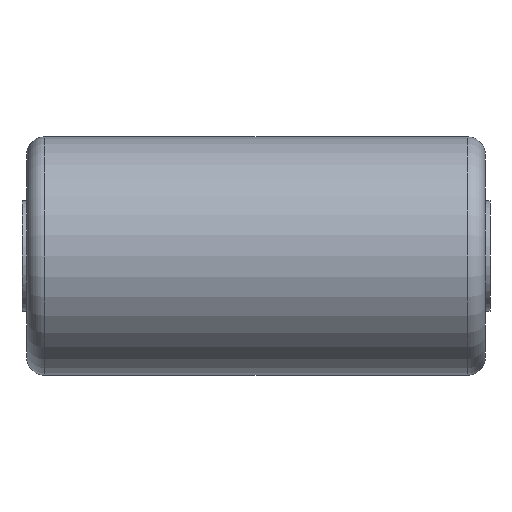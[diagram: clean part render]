
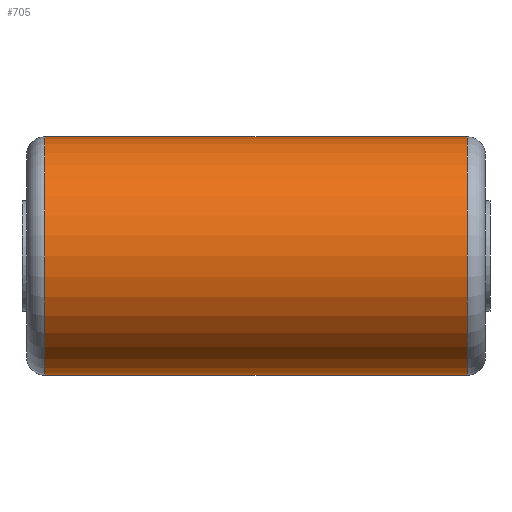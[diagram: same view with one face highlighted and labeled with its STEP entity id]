
A CAD part, front view. The second image highlights one B-rep face of the part: STEP entity #705.
In plain terms, the highlighted cylindrical face has radius 6.5 mm (diameter 13 mm), a full revolution.
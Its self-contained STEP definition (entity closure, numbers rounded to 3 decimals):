
#34 = DIRECTION ( 'NONE',  ( 0., 0., 1. ) ) ;
#75 = EDGE_CURVE ( 'NONE', #1015, #1015, #348, .T. ) ;
#219 = CYLINDRICAL_SURFACE ( 'NONE', #1192, 6.5 ) ;
#222 = ORIENTED_EDGE ( 'NONE', *, *, #75, .T. ) ;
#243 = AXIS2_PLACEMENT_3D ( 'NONE', #397, #498, #1218 ) ;
#348 = CIRCLE ( 'NONE', #1140, 6.5 ) ;
#375 = EDGE_LOOP ( 'NONE', ( #222 ) ) ;
#397 = CARTESIAN_POINT ( 'NONE',  ( -11.5, 0., 0. ) ) ;
#498 = DIRECTION ( 'NONE',  ( 1., 0., 0. ) ) ;
#500 = FACE_OUTER_BOUND ( 'NONE', #999, .T. ) ;
#604 = ORIENTED_EDGE ( 'NONE', *, *, #613, .T. ) ;
#613 = EDGE_CURVE ( 'NONE', #1331, #1331, #923, .T. ) ;
#617 = CARTESIAN_POINT ( 'NONE',  ( -13., 0., 0. ) ) ;
#663 = CARTESIAN_POINT ( 'NONE',  ( 11.5, 0., 0. ) ) ;
#667 = DIRECTION ( 'NONE',  ( -1., 0., 0. ) ) ;
#705 = ADVANCED_FACE ( 'NONE', ( #500, #800 ), #219, .T. ) ;
#800 = FACE_OUTER_BOUND ( 'NONE', #375, .T. ) ;
#917 = DIRECTION ( 'NONE',  ( 0., 0., 1. ) ) ;
#923 = CIRCLE ( 'NONE', #243, 6.5 ) ;
#999 = EDGE_LOOP ( 'NONE', ( #604 ) ) ;
#1015 = VERTEX_POINT ( 'NONE', #1200 ) ;
#1096 = CARTESIAN_POINT ( 'NONE',  ( -11.5, 0., -6.5 ) ) ;
#1140 = AXIS2_PLACEMENT_3D ( 'NONE', #663, #667, #34 ) ;
#1192 = AXIS2_PLACEMENT_3D ( 'NONE', #617, #1360, #917 ) ;
#1200 = CARTESIAN_POINT ( 'NONE',  ( 11.5, 0., 6.5 ) ) ;
#1218 = DIRECTION ( 'NONE',  ( 0., 0., -1. ) ) ;
#1331 = VERTEX_POINT ( 'NONE', #1096 ) ;
#1360 = DIRECTION ( 'NONE',  ( -1., 0., 0. ) ) ;
